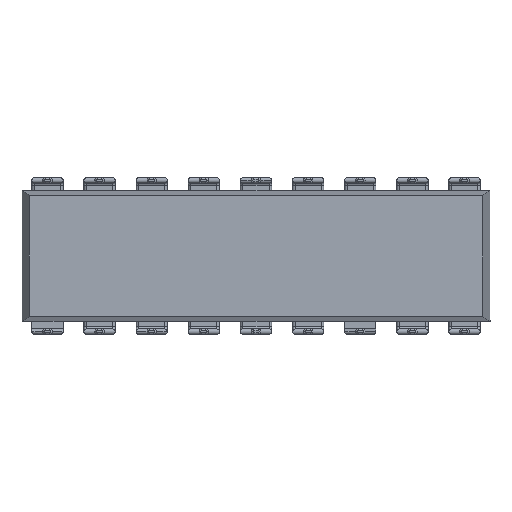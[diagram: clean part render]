
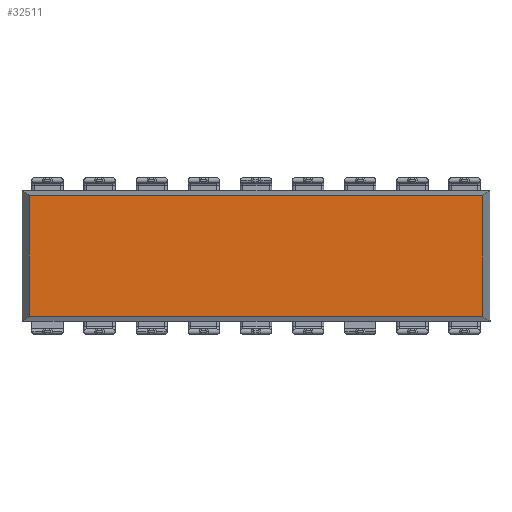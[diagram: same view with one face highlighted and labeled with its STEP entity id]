
A CAD part, front view. The second image highlights one B-rep face of the part: STEP entity #32511.
In plain terms, the highlighted planar face has unit normal (0, -1, 0).
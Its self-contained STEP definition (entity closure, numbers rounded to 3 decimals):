
#116 = DIRECTION ( 'NONE',  ( -1., 0., 0. ) ) ;
#795 = DIRECTION ( 'NONE',  ( 0., 0., 1. ) ) ;
#1315 = LINE ( 'NONE', #3146, #14172 ) ;
#2472 = PLANE ( 'NONE',  #33207 ) ;
#2988 = VECTOR ( 'NONE', #795, 1000. ) ;
#3033 = ORIENTED_EDGE ( 'NONE', *, *, #16078, .T. ) ;
#3107 = EDGE_CURVE ( 'NONE', #24470, #13789, #8255, .T. ) ;
#3121 = CARTESIAN_POINT ( 'NONE',  ( -11.049, -1.651, -2.945 ) ) ;
#3146 = CARTESIAN_POINT ( 'NONE',  ( -11.43, -1.651, 2.945 ) ) ;
#3474 = EDGE_CURVE ( 'NONE', #13789, #20949, #1315, .T. ) ;
#6262 = CARTESIAN_POINT ( 'NONE',  ( -11.049, -1.651, 0. ) ) ;
#6436 = ORIENTED_EDGE ( 'NONE', *, *, #3474, .T. ) ;
#8255 = LINE ( 'NONE', #16202, #2988 ) ;
#8846 = DIRECTION ( 'NONE',  ( 0., 0., -1. ) ) ;
#12380 = EDGE_CURVE ( 'NONE', #20949, #15750, #28457, .T. ) ;
#13789 = VERTEX_POINT ( 'NONE', #32561 ) ;
#14172 = VECTOR ( 'NONE', #116, 1000. ) ;
#14848 = VECTOR ( 'NONE', #8846, 1000. ) ;
#15395 = CARTESIAN_POINT ( 'NONE',  ( -11.43, -1.651, 0. ) ) ;
#15750 = VERTEX_POINT ( 'NONE', #3121 ) ;
#16078 = EDGE_CURVE ( 'NONE', #15750, #24470, #16579, .T. ) ;
#16202 = CARTESIAN_POINT ( 'NONE',  ( 11.049, -1.651, 0. ) ) ;
#16298 = CARTESIAN_POINT ( 'NONE',  ( 11.049, -1.651, -2.945 ) ) ;
#16579 = LINE ( 'NONE', #28061, #22511 ) ;
#17980 = DIRECTION ( 'NONE',  ( 0., 0., -1. ) ) ;
#19074 = ORIENTED_EDGE ( 'NONE', *, *, #12380, .T. ) ;
#19579 = ORIENTED_EDGE ( 'NONE', *, *, #3107, .T. ) ;
#20949 = VERTEX_POINT ( 'NONE', #24351 ) ;
#22511 = VECTOR ( 'NONE', #30654, 1000. ) ;
#24351 = CARTESIAN_POINT ( 'NONE',  ( -11.049, -1.651, 2.945 ) ) ;
#24470 = VERTEX_POINT ( 'NONE', #16298 ) ;
#27510 = EDGE_LOOP ( 'NONE', ( #19074, #3033, #19579, #6436 ) ) ;
#28061 = CARTESIAN_POINT ( 'NONE',  ( -11.43, -1.651, -2.945 ) ) ;
#28457 = LINE ( 'NONE', #6262, #14848 ) ;
#30654 = DIRECTION ( 'NONE',  ( 1., 0., 0. ) ) ;
#32511 = ADVANCED_FACE ( 'NONE', ( #32850 ), #2472, .T. ) ;
#32561 = CARTESIAN_POINT ( 'NONE',  ( 11.049, -1.651, 2.945 ) ) ;
#32850 = FACE_OUTER_BOUND ( 'NONE', #27510, .T. ) ;
#33207 = AXIS2_PLACEMENT_3D ( 'NONE', #15395, #33326, #17980 ) ;
#33326 = DIRECTION ( 'NONE',  ( 0., -1., 0. ) ) ;
